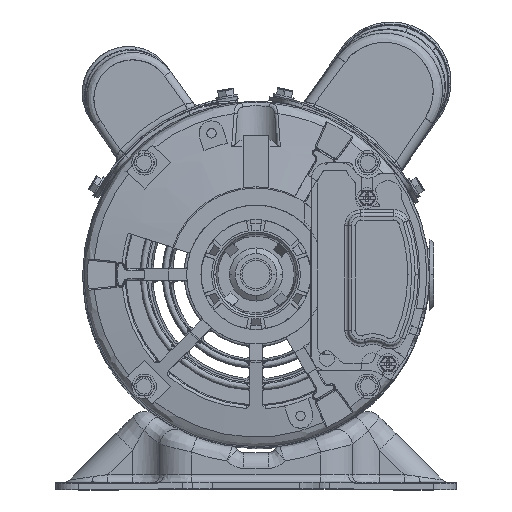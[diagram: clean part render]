
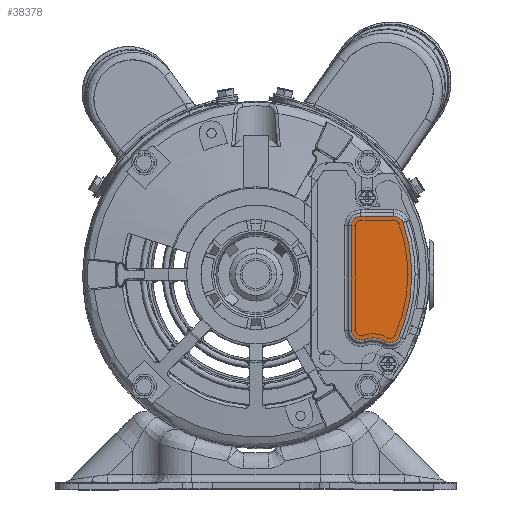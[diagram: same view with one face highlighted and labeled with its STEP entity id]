
A CAD part, top view. The second image highlights one B-rep face of the part: STEP entity #38378.
In plain terms, the highlighted planar face has unit normal (0, 0, 1).
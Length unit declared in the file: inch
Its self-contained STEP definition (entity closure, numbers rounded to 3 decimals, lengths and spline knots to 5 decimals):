
#65 = CARTESIAN_POINT ( 'NONE',  ( 2.1738, -0.94418, 4.075 ) ) ;
#2034 = CARTESIAN_POINT ( 'NONE',  ( 2.27765, -1.0973, 4.075 ) ) ;
#4393 = VERTEX_POINT ( 'NONE', #12796 ) ;
#12796 = CARTESIAN_POINT ( 'NONE',  ( 2.38177, 0.84208, 4.075 ) ) ;
#21372 = EDGE_CURVE ( 'NONE', #162856, #139041, #152558, .T. ) ;
#22758 = CARTESIAN_POINT ( 'NONE',  ( 1.7, 0.94625, 4.075 ) ) ;
#24416 = EDGE_LOOP ( 'NONE', ( #64960, #136240, #47008, #79641, #107306, #99749, #98501, #165295 ) ) ;
#31309 =( BOUNDED_CURVE ( )  B_SPLINE_CURVE ( 3, ( #134071, #74001, #87384, #89332 ),
 .UNSPECIFIED., .F., .F. ) 
 B_SPLINE_CURVE_WITH_KNOTS ( ( 4, 4 ),
 ( 0., 1. ),
 .UNSPECIFIED. ) 
 CURVE ( )  GEOMETRIC_REPRESENTATION_ITEM ( )  RATIONAL_B_SPLINE_CURVE ( ( 1., 0.954, 0.954, 1. ) ) 
 REPRESENTATION_ITEM ( '' )  );
#33144 = CARTESIAN_POINT ( 'NONE',  ( 2.09735, -1.08045, 4.075 ) ) ;
#33796 = CARTESIAN_POINT ( 'NONE',  ( 1.99003, -1.02023, 4.075 ) ) ;
#35737 = CARTESIAN_POINT ( 'NONE',  ( 1.54375, -0.902, 4.075 ) ) ;
#37297 = CARTESIAN_POINT ( 'NONE',  ( 2.38177, 0.84208, 4.075 ) ) ;
#38378 = ADVANCED_FACE ( 'NONE', ( #79346 ), #183235, .T. ) ;
#47008 = ORIENTED_EDGE ( 'NONE', *, *, #104388, .F. ) ;
#58717 = CARTESIAN_POINT ( 'NONE',  ( 1.75119, -1.04963, 4.075 ) ) ;
#64960 = ORIENTED_EDGE ( 'NONE', *, *, #191015, .F. ) ;
#74001 = CARTESIAN_POINT ( 'NONE',  ( 2.59726, 0.23259, 4.075 ) ) ;
#78300 = CARTESIAN_POINT ( 'NONE',  ( 2.18375, -1.12893, 4.075 ) ) ;
#79346 = FACE_OUTER_BOUND ( 'NONE', #24416, .T. ) ;
#79641 = ORIENTED_EDGE ( 'NONE', *, *, #88577, .F. ) ;
#84397 = VERTEX_POINT ( 'NONE', #133860 ) ;
#86900 = LINE ( 'NONE', #123638, #177784 ) ;
#86941 = CARTESIAN_POINT ( 'NONE',  ( 2.23446, 0.94625, 4.075 ) ) ;
#87384 = CARTESIAN_POINT ( 'NONE',  ( 2.57466, -0.41348, 4.075 ) ) ;
#87880 = VERTEX_POINT ( 'NONE', #182182 ) ;
#88577 = EDGE_CURVE ( 'NONE', #84397, #87880, #106892, .T. ) ;
#89332 = CARTESIAN_POINT ( 'NONE',  ( 2.31712, -1.00643, 4.075 ) ) ;
#94607 = CARTESIAN_POINT ( 'NONE',  ( 1.54375, -1.01989, 4.075 ) ) ;
#95384 = CARTESIAN_POINT ( 'NONE',  ( 1.54375, 0.79, 4.075 ) ) ;
#95901 = CARTESIAN_POINT ( 'NONE',  ( 1.75119, -1.04963, 4.075 ) ) ;
#96709 =( BOUNDED_CURVE ( )  B_SPLINE_CURVE ( 3, ( #95901, #126615, #94607, #35737 ),
 .UNSPECIFIED., .F., .F. ) 
 B_SPLINE_CURVE_WITH_KNOTS ( ( 4, 4 ),
 ( 0., 1. ),
 .UNSPECIFIED. ) 
 CURVE ( )  GEOMETRIC_REPRESENTATION_ITEM ( )  RATIONAL_B_SPLINE_CURVE ( ( 1., 0.72, 0.72, 1. ) ) 
 REPRESENTATION_ITEM ( '' )  );
#96958 = CARTESIAN_POINT ( 'NONE',  ( 1.60847, 0.94625, 4.075 ) ) ;
#98501 = ORIENTED_EDGE ( 'NONE', *, *, #106539, .F. ) ;
#99729 = EDGE_CURVE ( 'NONE', #193016, #84397, #143085, .T. ) ;
#99749 = ORIENTED_EDGE ( 'NONE', *, *, #157529, .F. ) ;
#102415 = VECTOR ( 'NONE', #158174, 39.37008 ) ;
#102705 = EDGE_CURVE ( 'NONE', #127251, #4393, #159417, .T. ) ;
#104388 = EDGE_CURVE ( 'NONE', #87880, #127251, #86900, .T. ) ;
#106539 = EDGE_CURVE ( 'NONE', #139041, #114880, #161920, .T. ) ;
#106892 =( BOUNDED_CURVE ( )  B_SPLINE_CURVE ( 3, ( #161111, #176440, #96958, #22758 ),
 .UNSPECIFIED., .F., .F. ) 
 B_SPLINE_CURVE_WITH_KNOTS ( ( 4, 4 ),
 ( 0., 1. ),
 .UNSPECIFIED. ) 
 CURVE ( )  GEOMETRIC_REPRESENTATION_ITEM ( )  RATIONAL_B_SPLINE_CURVE ( ( 1., 0.805, 0.805, 1. ) ) 
 REPRESENTATION_ITEM ( '' )  );
#107306 = ORIENTED_EDGE ( 'NONE', *, *, #99729, .F. ) ;
#108979 = CARTESIAN_POINT ( 'NONE',  ( 2.09735, -1.08045, 4.075 ) ) ;
#114880 = VERTEX_POINT ( 'NONE', #58717 ) ;
#123638 = CARTESIAN_POINT ( 'NONE',  ( 2.23446, 0.94625, 4.075 ) ) ;
#124245 = AXIS2_PLACEMENT_3D ( 'NONE', #65, #153820, #139098 ) ;
#126615 = CARTESIAN_POINT ( 'NONE',  ( 1.6398, -1.08825, 4.075 ) ) ;
#127251 = VERTEX_POINT ( 'NONE', #86941 ) ;
#127977 = CARTESIAN_POINT ( 'NONE',  ( 2.09735, -1.08045, 4.075 ) ) ;
#130795 = CARTESIAN_POINT ( 'NONE',  ( 2.30298, 0.94625, 4.075 ) ) ;
#133860 = CARTESIAN_POINT ( 'NONE',  ( 1.54375, 0.79, 4.075 ) ) ;
#134071 = CARTESIAN_POINT ( 'NONE',  ( 2.38177, 0.84208, 4.075 ) ) ;
#136240 = ORIENTED_EDGE ( 'NONE', *, *, #102705, .F. ) ;
#139041 = VERTEX_POINT ( 'NONE', #127977 ) ;
#139098 = DIRECTION ( 'NONE',  ( 1., 0., 0. ) ) ;
#139473 = CARTESIAN_POINT ( 'NONE',  ( 2.31712, -1.00643, 4.075 ) ) ;
#141329 = CARTESIAN_POINT ( 'NONE',  ( 1.75119, -1.04963, 4.075 ) ) ;
#143085 = LINE ( 'NONE', #95384, #102415 ) ;
#152558 =( BOUNDED_CURVE ( )  B_SPLINE_CURVE ( 3, ( #171792, #2034, #78300, #108979 ),
 .UNSPECIFIED., .F., .F. ) 
 B_SPLINE_CURVE_WITH_KNOTS ( ( 4, 4 ),
 ( 0., 1. ),
 .UNSPECIFIED. ) 
 CURVE ( )  GEOMETRIC_REPRESENTATION_ITEM ( )  RATIONAL_B_SPLINE_CURVE ( ( 1., 0.78, 0.78, 1. ) ) 
 REPRESENTATION_ITEM ( '' )  );
#153820 = DIRECTION ( 'NONE',  ( 0., 0., 1. ) ) ;
#155725 = DIRECTION ( 'NONE',  ( 1., 0., 0. ) ) ;
#156066 = CARTESIAN_POINT ( 'NONE',  ( 1.86745, -1.00932, 4.075 ) ) ;
#157529 = EDGE_CURVE ( 'NONE', #114880, #193016, #96709, .T. ) ;
#158174 = DIRECTION ( 'NONE',  ( 0., 1., 0. ) ) ;
#159417 =( BOUNDED_CURVE ( )  B_SPLINE_CURVE ( 3, ( #162237, #130795, #160925, #37297 ),
 .UNSPECIFIED., .F., .F. ) 
 B_SPLINE_CURVE_WITH_KNOTS ( ( 4, 4 ),
 ( 0., 1. ),
 .UNSPECIFIED. ) 
 CURVE ( )  GEOMETRIC_REPRESENTATION_ITEM ( )  RATIONAL_B_SPLINE_CURVE ( ( 1., 0.878, 0.878, 1. ) ) 
 REPRESENTATION_ITEM ( '' )  );
#160925 = CARTESIAN_POINT ( 'NONE',  ( 2.35893, 0.90669, 4.075 ) ) ;
#161111 = CARTESIAN_POINT ( 'NONE',  ( 1.54375, 0.79, 4.075 ) ) ;
#161920 =( BOUNDED_CURVE ( )  B_SPLINE_CURVE ( 3, ( #33144, #33796, #156066, #141329 ),
 .UNSPECIFIED., .F., .F. ) 
 B_SPLINE_CURVE_WITH_KNOTS ( ( 4, 4 ),
 ( 0., 1. ),
 .UNSPECIFIED. ) 
 CURVE ( )  GEOMETRIC_REPRESENTATION_ITEM ( )  RATIONAL_B_SPLINE_CURVE ( ( 1., 0.941, 0.941, 1. ) ) 
 REPRESENTATION_ITEM ( '' )  );
#162237 = CARTESIAN_POINT ( 'NONE',  ( 2.23446, 0.94625, 4.075 ) ) ;
#162856 = VERTEX_POINT ( 'NONE', #139473 ) ;
#165295 = ORIENTED_EDGE ( 'NONE', *, *, #21372, .F. ) ;
#171792 = CARTESIAN_POINT ( 'NONE',  ( 2.31712, -1.00643, 4.075 ) ) ;
#175223 = CARTESIAN_POINT ( 'NONE',  ( 1.54375, -0.902, 4.075 ) ) ;
#176440 = CARTESIAN_POINT ( 'NONE',  ( 1.54375, 0.88153, 4.075 ) ) ;
#177784 = VECTOR ( 'NONE', #155725, 39.37008 ) ;
#182182 = CARTESIAN_POINT ( 'NONE',  ( 1.7, 0.94625, 4.075 ) ) ;
#183235 = PLANE ( 'NONE',  #124245 ) ;
#191015 = EDGE_CURVE ( 'NONE', #4393, #162856, #31309, .T. ) ;
#193016 = VERTEX_POINT ( 'NONE', #175223 ) ;
